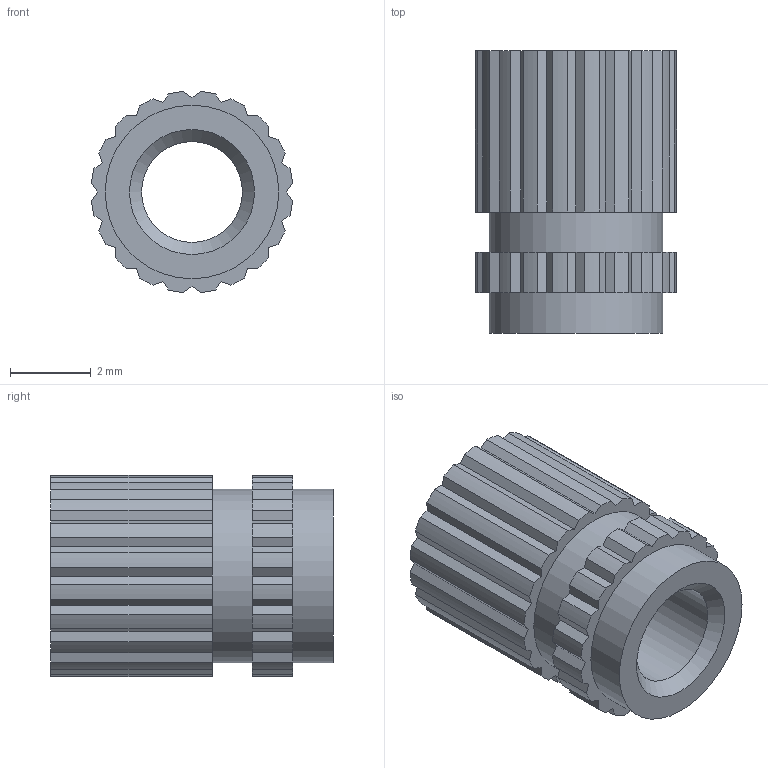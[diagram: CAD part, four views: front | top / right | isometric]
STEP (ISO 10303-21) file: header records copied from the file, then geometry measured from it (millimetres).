
FILE_DESCRIPTION(/* description */ (''),/* implementation_level */ '2;1');
FILE_NAME(/* name */ 'PRT0005_ipt_aa73ddf9.STEP',/* time_stamp */ '2022-05-05T14:14:55-05:00',/* author */ ('Alcatraz'),/* organization */ (''),/* preprocessor_version */ 'ST-DEVELOPER v18.1',/* originating_system */ 'Autodesk Inventor 2021',/* authorisation */ '');
FILE_SCHEMA (('AUTOMOTIVE_DESIGN { 1 0 10303 214 3 1 1 }'));
Length unit declared in the file: millimetre
Products named in the file (1): PRT0005
Bounding box: 4.98 x 7 x 4.98 mm (x, y, z)
Volume: 89.2 mm3; surface area: 206.7 mm2
Topology: 1 solids, 1 shells, 129 faces, 378 edges, 254 vertices
Faces by surface type: plane 85, cylinder 43, cone 1
Full cylindrical faces by diameter (mm): 2.5 x1, 4.3 x2
Entity records: 4339 total; most frequent: CARTESIAN_POINT 762, ORIENTED_EDGE 756, DIRECTION 732, EDGE_CURVE 378, LINE 284, VECTOR 284, VERTEX_POINT 254, AXIS2_PLACEMENT_3D 224
